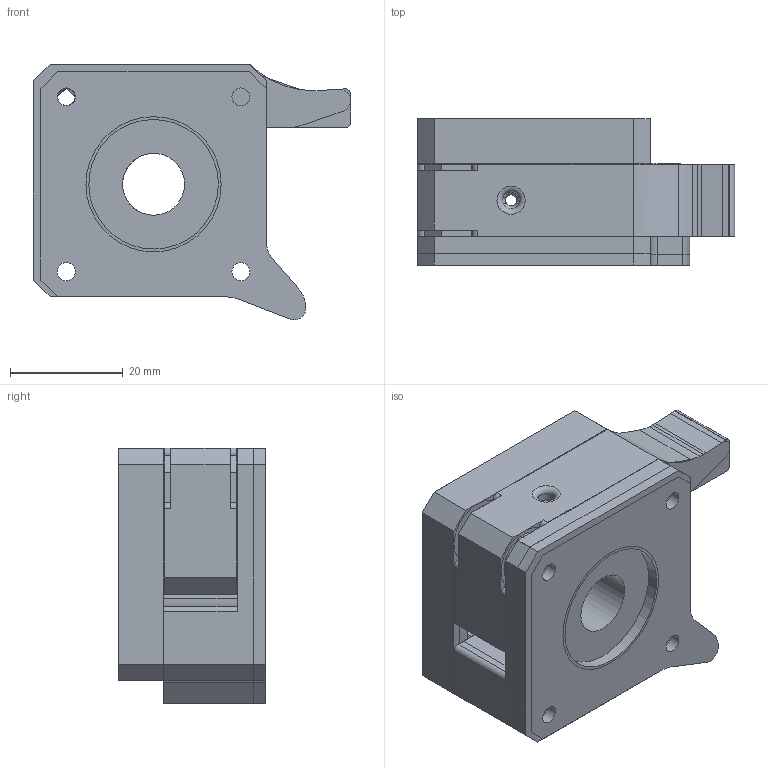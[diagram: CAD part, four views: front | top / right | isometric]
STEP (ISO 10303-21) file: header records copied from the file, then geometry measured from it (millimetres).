
FILE_DESCRIPTION(/* description */ (''),/* implementation_level */ '2;1');
FILE_NAME(/* name */ 'uni k3d 623 v2.stp',/* time_stamp */ '2018-12-20T14:49:23+03:00',/* author */ (''),/* organization */ (''),/* preprocessor_version */ 'ST-DEVELOPER v16.7',/* originating_system */ 'SIEMENS PLM Software NX 12.0',/* authorisation */ '');
FILE_SCHEMA (('AUTOMOTIVE_DESIGN { 1 0 10303 214 3 1 1 1 }'));
Length unit declared in the file: millimetre
Products named in the file (18): wp_112-4103 - uni k3d cover 623 v2 direct; wp_112-4101 - base 623 v2 direct; wp_112-3104 - uni k3d 623 base v2 for motor mount; wp_112-3103 - uni k3d 623 cover v2; wp_112-3102 - uni k3d 623 hand v2; wp_112-3101 - uni k3d base v2; wp_112-2130 - cover uni-k3d with 623 v1; wp_112-2110 - base uni-k3d with 623 v1; wp_112-2120 - hand uni-k3d with 623 v1; wp_112-2011 - base for motor mount uni-k3d v1; wp_112-2030 - cover uni-k3d v1; wp_112-2020 - hand uni-k3d v1; wp_112-2010 - base uni-k3d v1; cs_112-4100 - uni k3d extruder 623 v2 direct version; wp_112-3100 - uni k3d extruder for 623 v2; wp_112-2100 - uni k3d extruder for f623zz or 623zz bearing; wp_112-2000 - uni k3d extruder v1; cs_112-0000 - uni extruder
Assembly tree (17 placements, depth 3):
  cs_112-0000 - uni extruder
    wp_112-2000 - uni k3d extruder v1
      wp_112-2010 - base uni-k3d v1
      wp_112-2020 - hand uni-k3d v1
      wp_112-2030 - cover uni-k3d v1
      wp_112-2011 - base for motor mount uni-k3d v1
    wp_112-2100 - uni k3d extruder for f623zz or 623zz bearing
      wp_112-2120 - hand uni-k3d with 623 v1
      wp_112-2110 - base uni-k3d with 623 v1
      wp_112-2130 - cover uni-k3d with 623 v1
    wp_112-3100 - uni k3d extruder for 623 v2
      wp_112-3101 - uni k3d base v2
      wp_112-3102 - uni k3d 623 hand v2
      wp_112-3103 - uni k3d 623 cover v2
      wp_112-3104 - uni k3d 623 base v2 for motor mount
    cs_112-4100 - uni k3d extruder 623 v2 direct version
      wp_112-4101 - base 623 v2 direct
      wp_112-4103 - uni k3d cover 623 v2 direct
Bounding box: 56.36 x 26 x 45.44 mm (x, y, z)
Surface area: 74840.2 mm2
Topology: 13 solids, 13 shells, 883 faces, 2390 edges, 1582 vertices
Faces by surface type: cylinder 427, plane 327, torus 72, cone 33, bspline 24
Full cylindrical faces by diameter (mm): 2 x6, 2.8 x3, 3 x9, 3.2 x41, 4.2 x1, 5.7 x12, 5.8 x6, 6 x1, 10.2 x4, 11 x6, 23 x1, 24 x1
Entity records: 35514 total; most frequent: CARTESIAN_POINT 13323, DIRECTION 4625, ORIENTED_EDGE 4438, EDGE_CURVE 2219, AXIS2_PLACEMENT_3D 1798, VERTEX_POINT 1526, EDGE_LOOP 1185, LINE 1029
